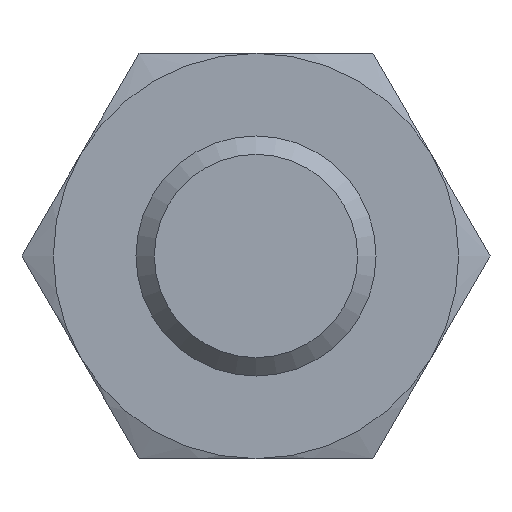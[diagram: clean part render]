
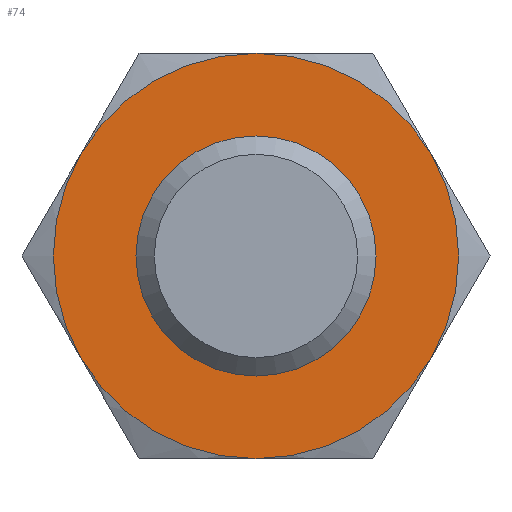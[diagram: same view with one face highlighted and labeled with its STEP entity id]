
A CAD part, front view. The second image highlights one B-rep face of the part: STEP entity #74.
In plain terms, the highlighted planar face has unit normal (0, -1, 0).
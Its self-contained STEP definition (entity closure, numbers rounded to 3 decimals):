
#74 = ADVANCED_FACE( '', ( #157, #158 ), #159, .F. );
#157 = FACE_BOUND( '', #249, .T. );
#158 = FACE_OUTER_BOUND( '', #250, .T. );
#159 = PLANE( '', #251 );
#249 = EDGE_LOOP( '', ( #386 ) );
#250 = EDGE_LOOP( '', ( #387, #388, #389, #390, #391, #392 ) );
#251 = AXIS2_PLACEMENT_3D( '', #393, #394, #395 );
#386 = ORIENTED_EDGE( '', *, *, #542, .F. );
#387 = ORIENTED_EDGE( '', *, *, #501, .T. );
#388 = ORIENTED_EDGE( '', *, *, #543, .T. );
#389 = ORIENTED_EDGE( '', *, *, #544, .T. );
#390 = ORIENTED_EDGE( '', *, *, #532, .T. );
#391 = ORIENTED_EDGE( '', *, *, #529, .T. );
#392 = ORIENTED_EDGE( '', *, *, #545, .T. );
#393 = CARTESIAN_POINT( '', ( 13.5, 0., 0. ) );
#394 = DIRECTION( '', ( 0., 1., 0. ) );
#395 = DIRECTION( '', ( 0., 0., 1. ) );
#501 = EDGE_CURVE( '', #578, #579, #580, .T. );
#529 = EDGE_CURVE( '', #622, #625, #627, .T. );
#532 = EDGE_CURVE( '', #595, #622, #630, .T. );
#542 = EDGE_CURVE( '', #641, #641, #642, .T. );
#543 = EDGE_CURVE( '', #579, #633, #643, .T. );
#544 = EDGE_CURVE( '', #633, #595, #644, .T. );
#545 = EDGE_CURVE( '', #625, #578, #645, .T. );
#578 = VERTEX_POINT( '', #682 );
#579 = VERTEX_POINT( '', #683 );
#580 = CIRCLE( '', #684, 13.5 );
#595 = VERTEX_POINT( '', #720 );
#622 = VERTEX_POINT( '', #790 );
#625 = VERTEX_POINT( '', #798 );
#627 = CIRCLE( '', #805, 13.5 );
#630 = CIRCLE( '', #808, 13.5 );
#633 = VERTEX_POINT( '', #816 );
#641 = VERTEX_POINT( '', #844 );
#642 = CIRCLE( '', #845, 6.5 );
#643 = CIRCLE( '', #846, 13.5 );
#644 = CIRCLE( '', #847, 13.5 );
#645 = CIRCLE( '', #848, 13.5 );
#682 = CARTESIAN_POINT( '', ( 0., 0., -13.5 ) );
#683 = CARTESIAN_POINT( '', ( 11.691, 0., -6.75 ) );
#684 = AXIS2_PLACEMENT_3D( '', #912, #913, #914 );
#720 = CARTESIAN_POINT( '', ( 0., 0., 13.5 ) );
#790 = CARTESIAN_POINT( '', ( -11.691, 0., 6.75 ) );
#798 = CARTESIAN_POINT( '', ( -11.691, 0., -6.75 ) );
#805 = AXIS2_PLACEMENT_3D( '', #928, #929, #930 );
#808 = AXIS2_PLACEMENT_3D( '', #931, #932, #933 );
#816 = CARTESIAN_POINT( '', ( 11.691, 0., 6.75 ) );
#844 = CARTESIAN_POINT( '', ( 0., 0., -6.5 ) );
#845 = AXIS2_PLACEMENT_3D( '', #937, #938, #939 );
#846 = AXIS2_PLACEMENT_3D( '', #940, #941, #942 );
#847 = AXIS2_PLACEMENT_3D( '', #943, #944, #945 );
#848 = AXIS2_PLACEMENT_3D( '', #946, #947, #948 );
#912 = CARTESIAN_POINT( '', ( 0., 0., 0. ) );
#913 = DIRECTION( '', ( 0., -1., 0. ) );
#914 = DIRECTION( '', ( 0., 0., -1. ) );
#928 = CARTESIAN_POINT( '', ( 0., 0., 0. ) );
#929 = DIRECTION( '', ( 0., -1., 0. ) );
#930 = DIRECTION( '', ( 0., 0., -1. ) );
#931 = CARTESIAN_POINT( '', ( 0., 0., 0. ) );
#932 = DIRECTION( '', ( 0., -1., 0. ) );
#933 = DIRECTION( '', ( 0., 0., -1. ) );
#937 = CARTESIAN_POINT( '', ( 0., 0., 0. ) );
#938 = DIRECTION( '', ( 0., -1., 0. ) );
#939 = DIRECTION( '', ( 0., 0., -1. ) );
#940 = CARTESIAN_POINT( '', ( 0., 0., 0. ) );
#941 = DIRECTION( '', ( 0., -1., 0. ) );
#942 = DIRECTION( '', ( 0., 0., -1. ) );
#943 = CARTESIAN_POINT( '', ( 0., 0., 0. ) );
#944 = DIRECTION( '', ( 0., -1., 0. ) );
#945 = DIRECTION( '', ( 0., 0., -1. ) );
#946 = CARTESIAN_POINT( '', ( 0., 0., 0. ) );
#947 = DIRECTION( '', ( 0., -1., 0. ) );
#948 = DIRECTION( '', ( 0., 0., -1. ) );
